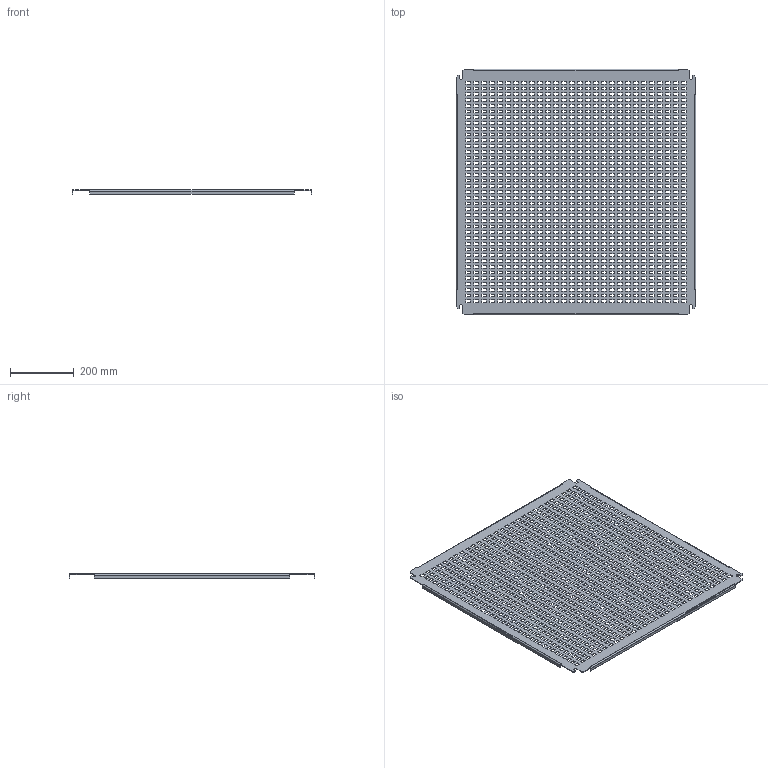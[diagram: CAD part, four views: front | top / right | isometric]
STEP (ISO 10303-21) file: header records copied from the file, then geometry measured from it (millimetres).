
FILE_DESCRIPTION(/* description */ (''),/* implementation_level */ '2;1');
FILE_NAME(/* name */ 'PLU8080.stp',/* time_stamp */ '2019-11-12T13:49:44+01:00',/* author */ (''),/* organization */ (''),/* preprocessor_version */ 'ST-DEVELOPER v15',/* originating_system */ 'SIEMENS PLM Software NX 9.0',/* authorisation */ '');
FILE_SCHEMA (('CONFIG_CONTROL_DESIGN'));
Products named in the file (1): 500.P028.05_01
Bounding box: 750 x 770 x 12.9 mm (x, y, z)
Volume: 922353.4 mm3; surface area: 1029305.1 mm2
Topology: 1 solids, 1 shells, 4446 faces, 13316 edges, 8872 vertices
Faces by surface type: plane 4434, cylinder 12
Entity records: 151008 total; most frequent: CARTESIAN_POINT 26635, ORIENTED_EDGE 26632, DIRECTION 22234, EDGE_CURVE 13316, LINE 13292, VECTOR 13292, VERTEX_POINT 8872, EDGE_LOOP 6630
